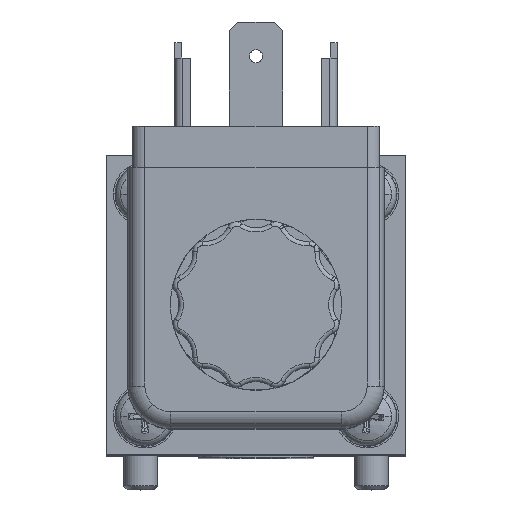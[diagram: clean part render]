
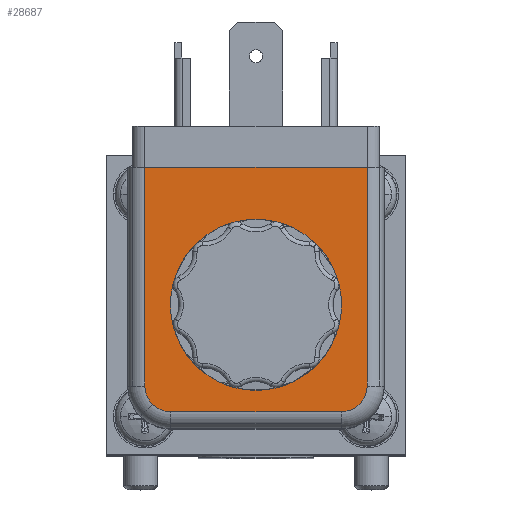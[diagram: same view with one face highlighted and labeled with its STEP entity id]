
A CAD part, top view. The second image highlights one B-rep face of the part: STEP entity #28687.
In plain terms, the highlighted planar face has unit normal (0, 0, 1).
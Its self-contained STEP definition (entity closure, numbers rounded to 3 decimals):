
#325 = EDGE_LOOP ( 'NONE', ( #20788, #20850, #20790, #20834, #20792, #20815, #20841 ) ) ;
#344 = EDGE_LOOP ( 'NONE', ( #20845, #20848 ) ) ;
#3217 = AXIS2_PLACEMENT_3D ( 'NONE', #5848, #5849, #5850 ) ;
#3238 = AXIS2_PLACEMENT_3D ( 'NONE', #5937, #5945, #5946 ) ;
#3280 = AXIS2_PLACEMENT_3D ( 'NONE', #6213, #6216, #6217 ) ;
#3288 = AXIS2_PLACEMENT_3D ( 'NONE', #6211, #6219, #6220 ) ;
#3312 = AXIS2_PLACEMENT_3D ( 'NONE', #6430, #6437, #6438 ) ;
#3645 = AXIS2_PLACEMENT_3D ( 'NONE', #9535, #9544, #9545 ) ;
#4725 = CIRCLE ( 'NONE', #3217, 8. ) ;
#4782 = CIRCLE ( 'NONE', #3238, 3. ) ;
#4877 = LINE ( 'NONE', #6127, #4887 ) ;
#4887 = VECTOR ( 'NONE', #6130, 1000. ) ;
#4938 = LINE ( 'NONE', #6210, #4947 ) ;
#4947 = VECTOR ( 'NONE', #6214, 1000. ) ;
#4948 = LINE ( 'NONE', #6221, #4949 ) ;
#4949 = VECTOR ( 'NONE', #6222, 1000. ) ;
#4950 = CIRCLE ( 'NONE', #3280, 3. ) ;
#4951 = CIRCLE ( 'NONE', #3288, 3. ) ;
#4958 = LINE ( 'NONE', #6226, #4960 ) ;
#4960 = VECTOR ( 'NONE', #6235, 1000. ) ;
#5120 = CIRCLE ( 'NONE', #3312, 8. ) ;
#5848 = CARTESIAN_POINT ( 'NONE',  ( 0., 0., 30. ) ) ;
#5849 = DIRECTION ( 'NONE',  ( 0., 0., -1. ) ) ;
#5850 = DIRECTION ( 'NONE',  ( -1., 0., 0. ) ) ;
#5937 = CARTESIAN_POINT ( 'NONE',  ( 10., 9.5, 30. ) ) ;
#5945 = DIRECTION ( 'NONE',  ( 0., 0., -1. ) ) ;
#5946 = DIRECTION ( 'NONE',  ( 0.707, 0.707, 0. ) ) ;
#6127 = CARTESIAN_POINT ( 'NONE',  ( -13., -16.1, 30. ) ) ;
#6130 = DIRECTION ( 'NONE',  ( 1., 0., 0. ) ) ;
#6210 = CARTESIAN_POINT ( 'NONE',  ( 13., 9.5, 30. ) ) ;
#6211 = CARTESIAN_POINT ( 'NONE',  ( -10., 9.5, 30. ) ) ;
#6213 = CARTESIAN_POINT ( 'NONE',  ( 10., 9.5, 30. ) ) ;
#6214 = DIRECTION ( 'NONE',  ( 0., -1., 0. ) ) ;
#6216 = DIRECTION ( 'NONE',  ( 0., 0., -1. ) ) ;
#6217 = DIRECTION ( 'NONE',  ( 0.707, 0.707, 0. ) ) ;
#6219 = DIRECTION ( 'NONE',  ( 0., 0., -1. ) ) ;
#6220 = DIRECTION ( 'NONE',  ( -0.707, 0.707, 0. ) ) ;
#6221 = CARTESIAN_POINT ( 'NONE',  ( -10., 12.5, 30. ) ) ;
#6222 = DIRECTION ( 'NONE',  ( 1., 0., 0. ) ) ;
#6226 = CARTESIAN_POINT ( 'NONE',  ( -13., -16.1, 30. ) ) ;
#6235 = DIRECTION ( 'NONE',  ( 0., 1., 0. ) ) ;
#6430 = CARTESIAN_POINT ( 'NONE',  ( 0., 0., 30. ) ) ;
#6437 = DIRECTION ( 'NONE',  ( 0., 0., -1. ) ) ;
#6438 = DIRECTION ( 'NONE',  ( -1., 0., 0. ) ) ;
#7162 = CARTESIAN_POINT ( 'NONE',  ( -8., 0., 30. ) ) ;
#7163 = CARTESIAN_POINT ( 'NONE',  ( 10., 12.5, 30. ) ) ;
#7164 = CARTESIAN_POINT ( 'NONE',  ( 12.121, 11.621, 30. ) ) ;
#7189 = CARTESIAN_POINT ( 'NONE',  ( 8., 0., 30. ) ) ;
#7682 = CARTESIAN_POINT ( 'NONE',  ( -13., 9.5, 30. ) ) ;
#8225 = FACE_OUTER_BOUND ( 'NONE', #325, .T. ) ;
#8231 = FACE_BOUND ( 'NONE', #344, .T. ) ;
#8401 = CARTESIAN_POINT ( 'NONE',  ( -13., -16.1, 30. ) ) ;
#8412 = CARTESIAN_POINT ( 'NONE',  ( 13., -16.1, 30. ) ) ;
#8423 = CARTESIAN_POINT ( 'NONE',  ( 13., 9.5, 30. ) ) ;
#8428 = CARTESIAN_POINT ( 'NONE',  ( -10., 12.5, 30. ) ) ;
#9535 = CARTESIAN_POINT ( 'NONE',  ( 0., -3.2, 30. ) ) ;
#9536 = PLANE ( 'NONE',  #3645 ) ;
#9544 = DIRECTION ( 'NONE',  ( 0., 0., 1. ) ) ;
#9545 = DIRECTION ( 'NONE',  ( 0.707, 0.707, 0. ) ) ;
#20788 = ORIENTED_EDGE ( 'NONE', *, *, #26779, .T. ) ;
#20790 = ORIENTED_EDGE ( 'NONE', *, *, #26816, .F. ) ;
#20792 = ORIENTED_EDGE ( 'NONE', *, *, #26818, .F. ) ;
#20815 = ORIENTED_EDGE ( 'NONE', *, *, #26817, .F. ) ;
#20834 = ORIENTED_EDGE ( 'NONE', *, *, #26706, .F. ) ;
#20841 = ORIENTED_EDGE ( 'NONE', *, *, #26824, .F. ) ;
#20845 = ORIENTED_EDGE ( 'NONE', *, *, #26914, .T. ) ;
#20848 = ORIENTED_EDGE ( 'NONE', *, *, #26668, .T. ) ;
#20850 = ORIENTED_EDGE ( 'NONE', *, *, #26815, .F. ) ;
#26668 = EDGE_CURVE ( 'NONE', #27154, #27127, #4725, .T. ) ;
#26706 = EDGE_CURVE ( 'NONE', #27128, #27129, #4782, .T. ) ;
#26779 = EDGE_CURVE ( 'NONE', #27774, #27785, #4877, .T. ) ;
#26815 = EDGE_CURVE ( 'NONE', #27796, #27785, #4938, .T. ) ;
#26816 = EDGE_CURVE ( 'NONE', #27129, #27796, #4950, .T. ) ;
#26817 = EDGE_CURVE ( 'NONE', #27645, #27801, #4951, .T. ) ;
#26818 = EDGE_CURVE ( 'NONE', #27801, #27128, #4948, .T. ) ;
#26824 = EDGE_CURVE ( 'NONE', #27774, #27645, #4958, .T. ) ;
#26914 = EDGE_CURVE ( 'NONE', #27127, #27154, #5120, .T. ) ;
#27127 = VERTEX_POINT ( 'NONE', #7162 ) ;
#27128 = VERTEX_POINT ( 'NONE', #7163 ) ;
#27129 = VERTEX_POINT ( 'NONE', #7164 ) ;
#27154 = VERTEX_POINT ( 'NONE', #7189 ) ;
#27645 = VERTEX_POINT ( 'NONE', #7682 ) ;
#27774 = VERTEX_POINT ( 'NONE', #8401 ) ;
#27785 = VERTEX_POINT ( 'NONE', #8412 ) ;
#27796 = VERTEX_POINT ( 'NONE', #8423 ) ;
#27801 = VERTEX_POINT ( 'NONE', #8428 ) ;
#28687 = ADVANCED_FACE ( 'NONE', ( #8225, #8231 ), #9536, .T. ) ;
